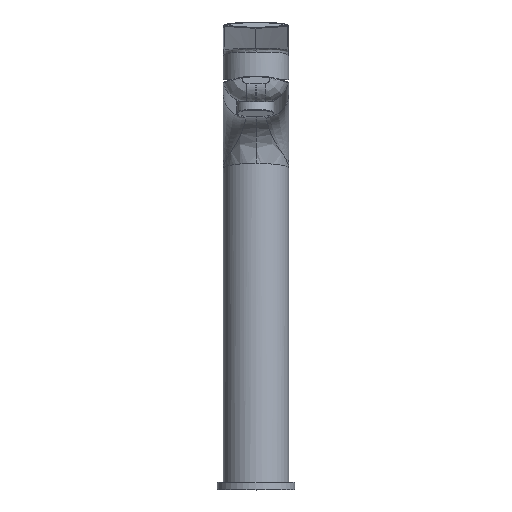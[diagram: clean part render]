
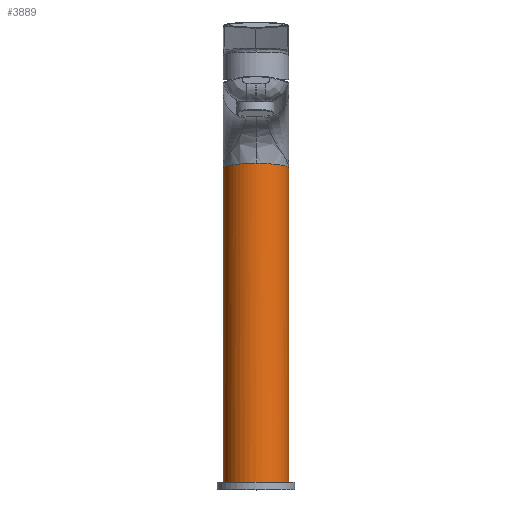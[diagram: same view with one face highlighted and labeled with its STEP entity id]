
A CAD part, top view. The second image highlights one B-rep face of the part: STEP entity #3889.
In plain terms, the highlighted cylindrical face has radius 21 mm (diameter 42 mm), a partial arc.
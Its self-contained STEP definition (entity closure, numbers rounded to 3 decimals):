
#912=CARTESIAN_POINT('',(-21.,69.942,0.));
#956=CARTESIAN_POINT('',(0.,73.114,21.));
#1050=CARTESIAN_POINT('',(21.,69.942,0.));
#1064=CARTESIAN_POINT('',(21.,69.942,0.));
#1065=CARTESIAN_POINT('',(21.,70.417,3.142));
#1066=CARTESIAN_POINT('',(19.921,71.128,7.849));
#1067=CARTESIAN_POINT('',(15.717,72.139,14.544));
#1068=CARTESIAN_POINT('',(9.425,72.898,19.567));
#1069=CARTESIAN_POINT('',(3.142,73.114,21.));
#1070=CARTESIAN_POINT('',(0.,73.114,21.));
#1072=DIRECTION('',(0.,1.,0.));
#1073=VECTOR('',#1072,201.942);
#1074=CARTESIAN_POINT('',(21.,-132.,0.));
#1075=LINE('',#1074,#1073);
#1076=DIRECTION('',(0.,1.,0.));
#1077=VECTOR('',#1076,201.942);
#1078=CARTESIAN_POINT('',(-21.,-132.,0.));
#1079=LINE('',#1078,#1077);
#1080=CARTESIAN_POINT('',(0.,73.114,21.));
#1081=CARTESIAN_POINT('',(-3.142,73.114,21.));
#1082=CARTESIAN_POINT('',(-9.425,72.898,19.567));
#1083=CARTESIAN_POINT('',(-15.717,72.139,14.544));
#1084=CARTESIAN_POINT('',(-19.921,71.128,7.849));
#1085=CARTESIAN_POINT('',(-21.,70.417,3.142));
#1086=CARTESIAN_POINT('',(-21.,69.942,
0.));
#1103=CARTESIAN_POINT('',(0.,-132.,0.));
#1104=DIRECTION('',(0.,-1.,0.));
#1105=DIRECTION('',(1.,0.,0.));
#1106=AXIS2_PLACEMENT_3D('',#1103,#1104,#1105);
#1113=CARTESIAN_POINT('',(0.,-132.,0.));
#1114=DIRECTION('',(0.,-1.,0.));
#1115=DIRECTION('',(0.,0.,1.));
#1116=AXIS2_PLACEMENT_3D('',#1113,#1114,#1115);
#1680=VERTEX_POINT('',#1050);
#1728=VERTEX_POINT('',#912);
#1807=VERTEX_POINT('',#956);
#1887=CARTESIAN_POINT('',(-21.,-132.,0.));
#1888=CARTESIAN_POINT('',(21.,-132.,0.));
#1889=VERTEX_POINT('',#1887);
#1890=VERTEX_POINT('',#1888);
#1891=CARTESIAN_POINT('',(0.,-132.,21.));
#1892=VERTEX_POINT('',#1891);
#3874=CARTESIAN_POINT('',(0.,0.,0.));
#3875=DIRECTION('',(0.,1.,0.));
#3876=DIRECTION('',(1.,0.,0.));
#3877=AXIS2_PLACEMENT_3D('',#3874,#3875,#3876);
#3878=CYLINDRICAL_SURFACE('',#3877,21.);
#3879=ORIENTED_EDGE('',*,*,#3583,.F.);
#3880=ORIENTED_EDGE('',*,*,#3862,.F.);
#3882=ORIENTED_EDGE('',*,*,#3881,.T.);
#3884=ORIENTED_EDGE('',*,*,#3883,.T.);
#3885=ORIENTED_EDGE('',*,*,#3867,.T.);
#3886=ORIENTED_EDGE('',*,*,#3520,.F.);
#3887=EDGE_LOOP('',(#3879,#3880,#3882,#3884,#3885,#3886));
#3888=FACE_OUTER_BOUND('',#3887,.F.);
#3889=ADVANCED_FACE('',(#3888),#3878,.T.);
#1071=B_SPLINE_CURVE_WITH_KNOTS('',3,(#1064,#1065,#1066,#1067,#1068,#1069,
#1070),.UNSPECIFIED.,.F.,.F.,(4,1,1,1,4),(0.,0.286,
0.429,0.714,1.),.UNSPECIFIED.);
#1087=B_SPLINE_CURVE_WITH_KNOTS('',3,(#1080,#1081,#1082,#1083,#1084,#1085,
#1086),.UNSPECIFIED.,.F.,.F.,(4,1,1,1,4),(0.,0.286,
0.571,0.714,1.),.UNSPECIFIED.);
#1107=CIRCLE('',#1106,21.);
#1117=CIRCLE('',#1116,21.);
#3520=EDGE_CURVE('',#1807,#1728,#1087,.T.);
#3583=EDGE_CURVE('',#1680,#1807,#1071,.T.);
#3862=EDGE_CURVE('',#1890,#1680,#1075,.T.);
#3867=EDGE_CURVE('',#1889,#1728,#1079,.T.);
#3881=EDGE_CURVE('',#1890,#1892,#1107,.T.);
#3883=EDGE_CURVE('',#1892,#1889,#1117,.T.);
